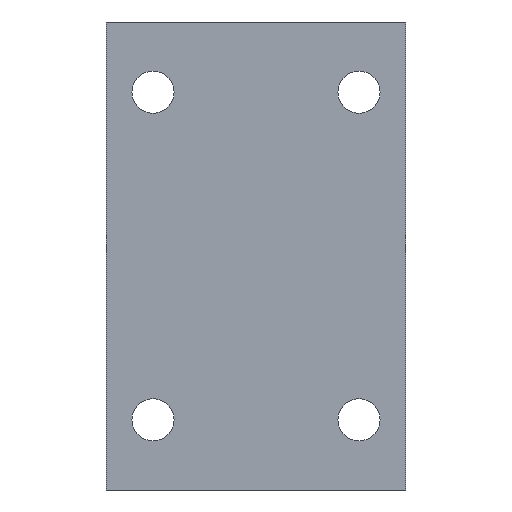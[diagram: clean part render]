
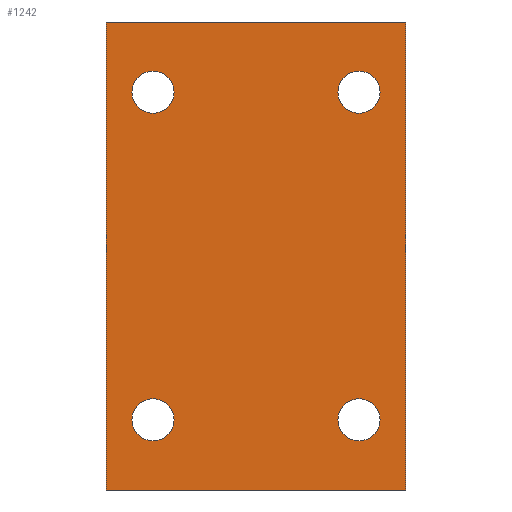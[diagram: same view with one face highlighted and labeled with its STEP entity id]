
A CAD part, front view. The second image highlights one B-rep face of the part: STEP entity #1242.
In plain terms, the highlighted planar face has unit normal (0, -1, 0).
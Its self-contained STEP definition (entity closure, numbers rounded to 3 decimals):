
#38=LINE('',#2096,#74);
#39=LINE('',#2099,#75);
#40=LINE('',#2101,#76);
#41=LINE('',#2103,#77);
#74=VECTOR('',#1641,1000.);
#75=VECTOR('',#1642,1000.);
#76=VECTOR('',#1643,1000.);
#77=VECTOR('',#1644,1000.);
#139=PLANE('',#1394);
#190=CIRCLE('',#1384,2.25);
#192=CIRCLE('',#1387,2.25);
#194=CIRCLE('',#1390,2.25);
#197=CIRCLE('',#1395,2.25);
#341=ORIENTED_EDGE('',*,*,#614,.F.);
#342=ORIENTED_EDGE('',*,*,#607,.F.);
#343=ORIENTED_EDGE('',*,*,#609,.F.);
#344=ORIENTED_EDGE('',*,*,#611,.F.);
#345=ORIENTED_EDGE('',*,*,#615,.T.);
#346=ORIENTED_EDGE('',*,*,#616,.F.);
#347=ORIENTED_EDGE('',*,*,#617,.F.);
#348=ORIENTED_EDGE('',*,*,#618,.T.);
#607=EDGE_CURVE('',#754,#754,#190,.T.);
#609=EDGE_CURVE('',#756,#756,#192,.T.);
#611=EDGE_CURVE('',#758,#758,#194,.T.);
#614=EDGE_CURVE('',#761,#761,#197,.T.);
#615=EDGE_CURVE('',#762,#763,#38,.T.);
#616=EDGE_CURVE('',#764,#763,#39,.T.);
#617=EDGE_CURVE('',#765,#764,#40,.T.);
#618=EDGE_CURVE('',#765,#762,#41,.T.);
#754=VERTEX_POINT('',#2077);
#756=VERTEX_POINT('',#2082);
#758=VERTEX_POINT('',#2087);
#761=VERTEX_POINT('',#2095);
#762=VERTEX_POINT('',#2097);
#763=VERTEX_POINT('',#2098);
#764=VERTEX_POINT('',#2100);
#765=VERTEX_POINT('',#2102);
#928=EDGE_LOOP('',(#341));
#929=EDGE_LOOP('',(#342));
#930=EDGE_LOOP('',(#343));
#931=EDGE_LOOP('',(#344));
#932=EDGE_LOOP('',(#345,#346,#347,#348));
#1080=FACE_BOUND('',#928,.T.);
#1081=FACE_BOUND('',#929,.T.);
#1082=FACE_BOUND('',#930,.T.);
#1083=FACE_BOUND('',#931,.T.);
#1084=FACE_BOUND('',#932,.T.);
#1242=ADVANCED_FACE('',(#1080,#1081,#1082,#1083,#1084),#139,.F.);
#1384=AXIS2_PLACEMENT_3D('',#2076,#1617,#1618);
#1387=AXIS2_PLACEMENT_3D('',#2081,#1623,#1624);
#1390=AXIS2_PLACEMENT_3D('',#2086,#1629,#1630);
#1394=AXIS2_PLACEMENT_3D('',#2093,#1637,#1638);
#1395=AXIS2_PLACEMENT_3D('',#2094,#1639,#1640);
#1617=DIRECTION('',(0.,-1.,0.));
#1618=DIRECTION('',(0.,0.,-1.));
#1623=DIRECTION('',(0.,-1.,0.));
#1624=DIRECTION('',(0.,0.,-1.));
#1629=DIRECTION('',(0.,-1.,0.));
#1630=DIRECTION('',(0.,0.,-1.));
#1637=DIRECTION('',(0.,1.,0.));
#1638=DIRECTION('',(0.,0.,1.));
#1639=DIRECTION('',(0.,-1.,0.));
#1640=DIRECTION('',(0.,0.,-1.));
#1641=DIRECTION('',(1.,0.,0.));
#1642=DIRECTION('',(0.,0.,-1.));
#1643=DIRECTION('',(1.,0.,0.));
#1644=DIRECTION('',(0.,0.,-1.));
#2076=CARTESIAN_POINT('',(-11.,0.,-17.5));
#2077=CARTESIAN_POINT('',(-11.,0.,-19.75));
#2081=CARTESIAN_POINT('',(11.,0.,-17.5));
#2082=CARTESIAN_POINT('',(11.,0.,-19.75));
#2086=CARTESIAN_POINT('',(11.,0.,17.5));
#2087=CARTESIAN_POINT('',(11.,0.,15.25));
#2093=CARTESIAN_POINT('',(-16.,0.,25.));
#2094=CARTESIAN_POINT('',(-11.,0.,17.5));
#2095=CARTESIAN_POINT('',(-11.,0.,15.25));
#2096=CARTESIAN_POINT('',(-16.,0.,-25.));
#2097=CARTESIAN_POINT('',(-16.,0.,-25.));
#2098=CARTESIAN_POINT('',(16.,0.,-25.));
#2099=CARTESIAN_POINT('',(16.,0.,25.));
#2100=CARTESIAN_POINT('',(16.,0.,25.));
#2101=CARTESIAN_POINT('',(-16.,0.,25.));
#2102=CARTESIAN_POINT('',(-16.,0.,25.));
#2103=CARTESIAN_POINT('',(-16.,0.,25.));
